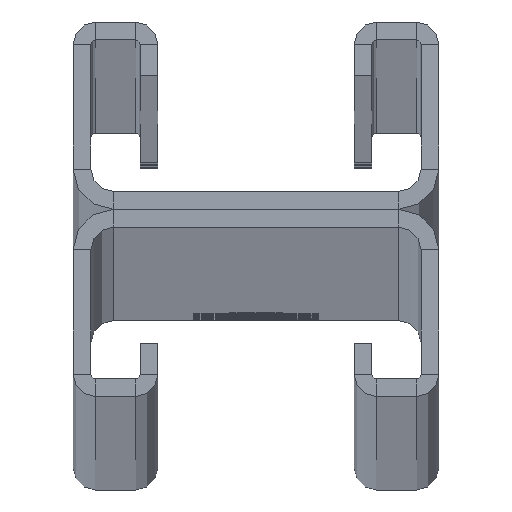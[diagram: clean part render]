
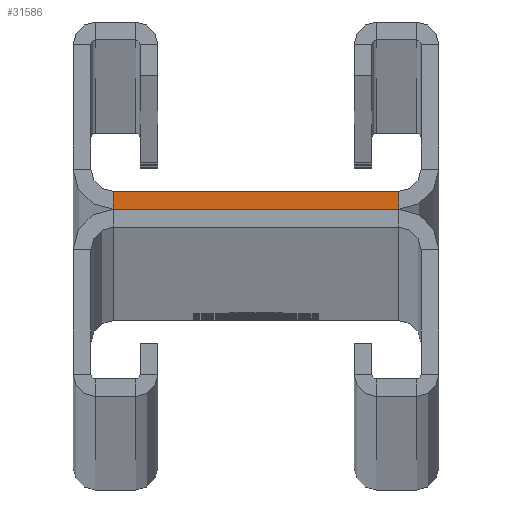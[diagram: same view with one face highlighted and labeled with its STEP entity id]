
A CAD part, top view. The second image highlights one B-rep face of the part: STEP entity #31586.
In plain terms, the highlighted planar face has unit normal (0, 0, 1).
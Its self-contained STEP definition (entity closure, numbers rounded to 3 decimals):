
#660 = ORIENTED_EDGE ( 'NONE', *, *, #25531, .T. ) ;
#699 = CARTESIAN_POINT ( 'NONE',  ( 18.5, 4.5, 6000. ) ) ;
#1794 = CARTESIAN_POINT ( 'NONE',  ( 16., 0., 6000. ) ) ;
#2097 = DIRECTION ( 'NONE',  ( 1., 0., 0. ) ) ;
#2856 = LINE ( 'NONE', #4531, #17481 ) ;
#4531 = CARTESIAN_POINT ( 'NONE',  ( -16., 2., 6000. ) ) ;
#4574 = VERTEX_POINT ( 'NONE', #27767 ) ;
#5611 = FACE_OUTER_BOUND ( 'NONE', #7471, .T. ) ;
#5909 = VECTOR ( 'NONE', #11764, 1000. ) ;
#6889 = CARTESIAN_POINT ( 'NONE',  ( 16., 0., 6000. ) ) ;
#7471 = EDGE_LOOP ( 'NONE', ( #25218, #31994, #9156, #660 ) ) ;
#9156 = ORIENTED_EDGE ( 'NONE', *, *, #12121, .F. ) ;
#9182 = DIRECTION ( 'NONE',  ( 1., 0., 0. ) ) ;
#11274 = CARTESIAN_POINT ( 'NONE',  ( 16., 0., 6000. ) ) ;
#11764 = DIRECTION ( 'NONE',  ( 0., 1., 0. ) ) ;
#12121 = EDGE_CURVE ( 'NONE', #25727, #19231, #26470, .T. ) ;
#12839 = VERTEX_POINT ( 'NONE', #6889 ) ;
#13801 = VECTOR ( 'NONE', #25998, 1000. ) ;
#14189 = CARTESIAN_POINT ( 'NONE',  ( 16., 2., 6000. ) ) ;
#15579 = PLANE ( 'NONE',  #30702 ) ;
#17335 = VECTOR ( 'NONE', #2097, 1000. ) ;
#17481 = VECTOR ( 'NONE', #21710, 1000. ) ;
#19231 = VERTEX_POINT ( 'NONE', #14189 ) ;
#20859 = CARTESIAN_POINT ( 'NONE',  ( -16., 2., 6000. ) ) ;
#21446 = DIRECTION ( 'NONE',  ( 0., 0., 1. ) ) ;
#21710 = DIRECTION ( 'NONE',  ( 0., -1., 0. ) ) ;
#24185 = LINE ( 'NONE', #1794, #5909 ) ;
#25218 = ORIENTED_EDGE ( 'NONE', *, *, #26616, .T. ) ;
#25531 = EDGE_CURVE ( 'NONE', #25727, #4574, #2856, .T. ) ;
#25727 = VERTEX_POINT ( 'NONE', #20859 ) ;
#25998 = DIRECTION ( 'NONE',  ( 1., 0., 0. ) ) ;
#26470 = LINE ( 'NONE', #26625, #17335 ) ;
#26616 = EDGE_CURVE ( 'NONE', #4574, #12839, #28439, .T. ) ;
#26625 = CARTESIAN_POINT ( 'NONE',  ( 16., 2., 6000. ) ) ;
#27767 = CARTESIAN_POINT ( 'NONE',  ( -16., 0., 6000. ) ) ;
#28439 = LINE ( 'NONE', #11274, #13801 ) ;
#28895 = EDGE_CURVE ( 'NONE', #12839, #19231, #24185, .T. ) ;
#30702 = AXIS2_PLACEMENT_3D ( 'NONE', #699, #21446, #9182 ) ;
#31586 = ADVANCED_FACE ( 'NONE', ( #5611 ), #15579, .T. ) ;
#31994 = ORIENTED_EDGE ( 'NONE', *, *, #28895, .T. ) ;
